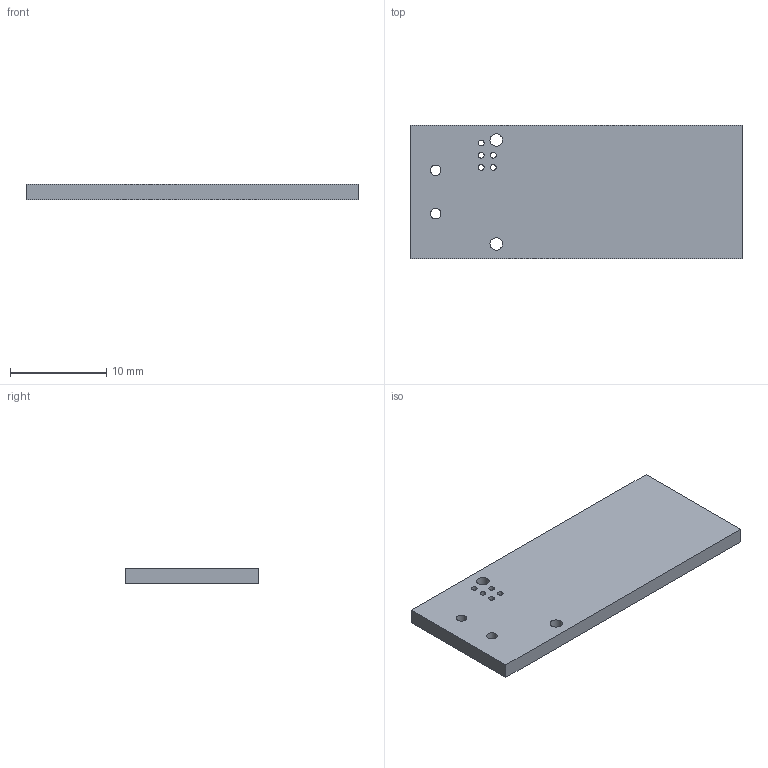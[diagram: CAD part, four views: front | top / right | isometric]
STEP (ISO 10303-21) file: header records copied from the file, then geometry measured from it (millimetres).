
FILE_DESCRIPTION(('KiCad electronic assembly'),'2;1');
FILE_NAME('working.step','2023-07-23T16:49:48',('Pcbnew'),('Kicad'), 'Open CASCADE STEP processor 7.6','KiCad to STEP converter','Unknown' );
FILE_SCHEMA(('AUTOMOTIVE_DESIGN { 1 0 10303 214 1 1 1 1 }'));
Length unit declared in the file: millimetre
Products named in the file (2): working 1; _autosave-working PCB
Assembly tree (1 placements, depth 2):
  working 1
    _autosave-working PCB
Bounding box: 34.53 x 13.93 x 1.6 mm (x, y, z)
Volume: 759.8 mm3; surface area: 1144 mm2
Topology: 1 solids, 1 shells, 15 faces, 39 edges, 26 vertices
Faces by surface type: cylinder 9, plane 6
Full cylindrical faces by diameter (mm): 0.6 x5, 1.1 x2, 1.3 x2
Entity records: 1115 total; most frequent: CARTESIAN_POINT 268, DIRECTION 151, LINE 81, VECTOR 81, ORIENTED_EDGE 78, PCURVE 78, DEFINITIONAL_REPRESENTATION 78, EDGE_CURVE 39
